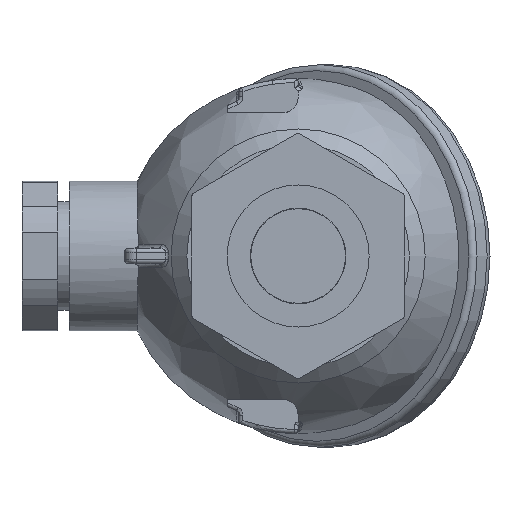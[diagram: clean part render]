
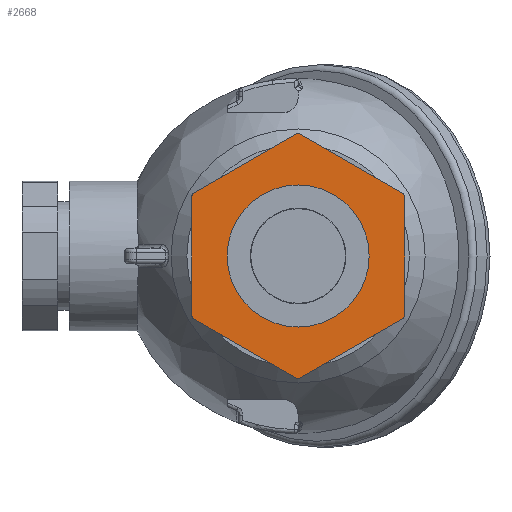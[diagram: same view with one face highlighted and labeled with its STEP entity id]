
A CAD part, front view. The second image highlights one B-rep face of the part: STEP entity #2668.
In plain terms, the highlighted planar face has unit normal (0, -1, 0).
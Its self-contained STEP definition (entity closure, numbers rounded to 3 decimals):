
#56=FACE_BOUND('',#752,.T.);
#113=PLANE('',#2975);
#294=LINE('',#5596,#432);
#295=LINE('',#5600,#433);
#296=LINE('',#5604,#434);
#297=LINE('',#5608,#435);
#298=LINE('',#5612,#436);
#299=LINE('',#5615,#437);
#432=VECTOR('',#3667,10.);
#433=VECTOR('',#3670,10.);
#434=VECTOR('',#3673,10.);
#435=VECTOR('',#3676,10.);
#436=VECTOR('',#3679,10.);
#437=VECTOR('',#3682,10.);
#589=FACE_OUTER_BOUND('',#751,.T.);
#751=EDGE_LOOP('',(#2312,#2313,#2314,#2315,#2316,#2317,#2318,#2319,#2320,
#2321,#2322,#2323));
#752=EDGE_LOOP('',(#2324));
#982=CIRCLE('',#2950,15.5);
#995=CIRCLE('',#2969,8.4);
#999=CIRCLE('',#2976,15.5);
#1000=CIRCLE('',#2977,15.5);
#1001=CIRCLE('',#2978,15.5);
#1002=CIRCLE('',#2979,15.5);
#1003=CIRCLE('',#2980,15.5);
#1208=VERTEX_POINT('',#5535);
#1209=VERTEX_POINT('',#5537);
#1227=VERTEX_POINT('',#5583);
#1230=VERTEX_POINT('',#5595);
#1231=VERTEX_POINT('',#5597);
#1232=VERTEX_POINT('',#5599);
#1233=VERTEX_POINT('',#5601);
#1234=VERTEX_POINT('',#5603);
#1235=VERTEX_POINT('',#5605);
#1236=VERTEX_POINT('',#5607);
#1237=VERTEX_POINT('',#5609);
#1238=VERTEX_POINT('',#5611);
#1239=VERTEX_POINT('',#5613);
#1568=EDGE_CURVE('',#1209,#1208,#982,.T.);
#1591=EDGE_CURVE('',#1227,#1227,#995,.T.);
#1596=EDGE_CURVE('',#1208,#1230,#294,.T.);
#1597=EDGE_CURVE('',#1230,#1231,#999,.T.);
#1598=EDGE_CURVE('',#1231,#1232,#295,.T.);
#1599=EDGE_CURVE('',#1232,#1233,#1000,.T.);
#1600=EDGE_CURVE('',#1233,#1234,#296,.T.);
#1601=EDGE_CURVE('',#1234,#1235,#1001,.T.);
#1602=EDGE_CURVE('',#1235,#1236,#297,.T.);
#1603=EDGE_CURVE('',#1236,#1237,#1002,.T.);
#1604=EDGE_CURVE('',#1237,#1238,#298,.T.);
#1605=EDGE_CURVE('',#1238,#1239,#1003,.T.);
#1606=EDGE_CURVE('',#1239,#1209,#299,.T.);
#2312=ORIENTED_EDGE('',*,*,#1596,.T.);
#2313=ORIENTED_EDGE('',*,*,#1597,.T.);
#2314=ORIENTED_EDGE('',*,*,#1598,.T.);
#2315=ORIENTED_EDGE('',*,*,#1599,.T.);
#2316=ORIENTED_EDGE('',*,*,#1600,.T.);
#2317=ORIENTED_EDGE('',*,*,#1601,.T.);
#2318=ORIENTED_EDGE('',*,*,#1602,.T.);
#2319=ORIENTED_EDGE('',*,*,#1603,.T.);
#2320=ORIENTED_EDGE('',*,*,#1604,.T.);
#2321=ORIENTED_EDGE('',*,*,#1605,.T.);
#2322=ORIENTED_EDGE('',*,*,#1606,.T.);
#2323=ORIENTED_EDGE('',*,*,#1568,.T.);
#2324=ORIENTED_EDGE('',*,*,#1591,.F.);
#2668=ADVANCED_FACE('',(#589,#56),#113,.T.);
#2950=AXIS2_PLACEMENT_3D('',#5538,#3604,#3605);
#2969=AXIS2_PLACEMENT_3D('',#5585,#3652,#3653);
#2975=AXIS2_PLACEMENT_3D('',#5594,#3665,#3666);
#2976=AXIS2_PLACEMENT_3D('',#5598,#3668,#3669);
#2977=AXIS2_PLACEMENT_3D('',#5602,#3671,#3672);
#2978=AXIS2_PLACEMENT_3D('',#5606,#3674,#3675);
#2979=AXIS2_PLACEMENT_3D('',#5610,#3677,#3678);
#2980=AXIS2_PLACEMENT_3D('',#5614,#3680,#3681);
#3604=DIRECTION('center_axis',(0.,-1.,0.));
#3605=DIRECTION('ref_axis',(1.,0.,0.));
#3652=DIRECTION('center_axis',(0.,-1.,0.));
#3653=DIRECTION('ref_axis',(1.,0.,0.));
#3665=DIRECTION('center_axis',(0.,-1.,0.));
#3666=DIRECTION('ref_axis',(0.,0.,-1.));
#3667=DIRECTION('',(0.,0.,1.));
#3668=DIRECTION('center_axis',(0.,-1.,0.));
#3669=DIRECTION('ref_axis',(1.,0.,0.));
#3670=DIRECTION('',(-0.866,0.,0.5));
#3671=DIRECTION('center_axis',(0.,-1.,0.));
#3672=DIRECTION('ref_axis',(1.,0.,0.));
#3673=DIRECTION('',(-0.866,0.,-0.5));
#3674=DIRECTION('center_axis',(0.,-1.,0.));
#3675=DIRECTION('ref_axis',(1.,0.,0.));
#3676=DIRECTION('',(0.,0.,-1.));
#3677=DIRECTION('center_axis',(0.,-1.,0.));
#3678=DIRECTION('ref_axis',(1.,0.,0.));
#3679=DIRECTION('',(0.866,0.,-0.5));
#3680=DIRECTION('center_axis',(0.,-1.,0.));
#3681=DIRECTION('ref_axis',(1.,0.,0.));
#3682=DIRECTION('',(0.866,0.,0.5));
#5535=CARTESIAN_POINT('',(13.5,-8.,-7.616));
#5537=CARTESIAN_POINT('',(13.345,-8.,-7.883));
#5538=CARTESIAN_POINT('Origin',(0.,-8.,
0.));
#5583=CARTESIAN_POINT('',(-8.4,-8.,0.));
#5585=CARTESIAN_POINT('Origin',(0.,-8.,0.));
#5594=CARTESIAN_POINT('Origin',(8.4,-8.,0.));
#5595=CARTESIAN_POINT('',(13.5,-8.,7.616));
#5596=CARTESIAN_POINT('',(13.5,-8.,3.808));
#5597=CARTESIAN_POINT('',(13.345,-8.,7.883));
#5598=CARTESIAN_POINT('Origin',(0.,-8.,
0.));
#5599=CARTESIAN_POINT('',(0.155,-8.,15.499));
#5600=CARTESIAN_POINT('',(6.602,-8.,11.777));
#5601=CARTESIAN_POINT('',(-0.155,-8.,15.499));
#5602=CARTESIAN_POINT('Origin',(0.,-8.,
0.));
#5603=CARTESIAN_POINT('',(-13.345,-8.,7.883));
#5604=CARTESIAN_POINT('',(-6.898,-8.,11.606));
#5605=CARTESIAN_POINT('',(-13.5,-8.,7.616));
#5606=CARTESIAN_POINT('Origin',(0.,-8.,
0.));
#5607=CARTESIAN_POINT('',(-13.5,-8.,-7.616));
#5608=CARTESIAN_POINT('',(-13.5,-8.,-3.808));
#5609=CARTESIAN_POINT('',(-13.345,-8.,-7.883));
#5610=CARTESIAN_POINT('Origin',(0.,-8.,
0.));
#5611=CARTESIAN_POINT('',(-0.155,-8.,-15.499));
#5612=CARTESIAN_POINT('',(-0.302,-8.,-15.414));
#5613=CARTESIAN_POINT('',(0.155,-8.,-15.499));
#5614=CARTESIAN_POINT('Origin',(0.,-8.,
0.));
#5615=CARTESIAN_POINT('',(13.198,-8.,-7.969));
